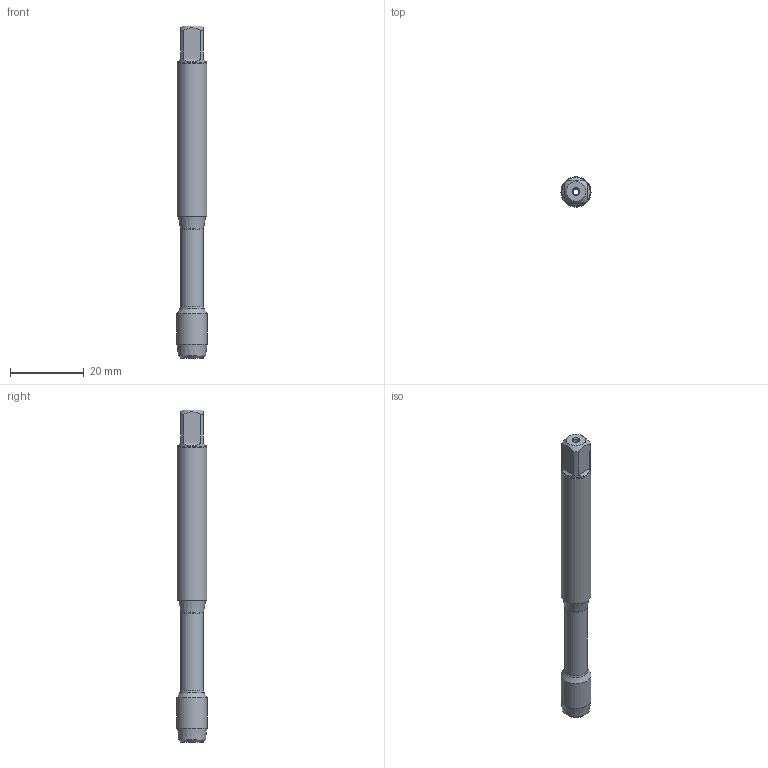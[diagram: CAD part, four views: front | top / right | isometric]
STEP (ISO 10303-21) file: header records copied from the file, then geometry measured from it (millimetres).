
FILE_DESCRIPTION(/* description */ (''),/* implementation_level */ '2;1');
FILE_NAME(/* name */ 'tool.stp',/* time_stamp */ '2022-05-05T20:10:45+02:00',/* author */ (''),/* organization */ ('SMS'),/* preprocessor_version */ 'ST-DEVELOPER v16.7',/* originating_system */ 'SIEMENS PLM Software NX 12.0',/* authorisation */ '');
FILE_SCHEMA (('AUTOMOTIVE_DESIGN { 1 0 10303 214 3 1 1 1 }'));
Length unit declared in the file: millimetre
Products named in the file (1): Tool
Bounding box: 8.16 x 8.16 x 90 mm (x, y, z)
Volume: 3702.9 mm3; surface area: 2758.4 mm2
Topology: 2 solids, 2 shells, 29 faces, 69 edges, 48 vertices
Faces by surface type: plane 13, cone 8, cylinder 6, torus 2
Full cylindrical faces by diameter (mm): 1.7 x2, 6.228 x1, 7.68 x1, 8 x1, 8.163 x1
Entity records: 811 total; most frequent: CARTESIAN_POINT 158, DIRECTION 134, ORIENTED_EDGE 88, AXIS2_PLACEMENT_3D 61, EDGE_LOOP 50, EDGE_CURVE 44, FACE_BOUND 42, VERTEX_POINT 36
